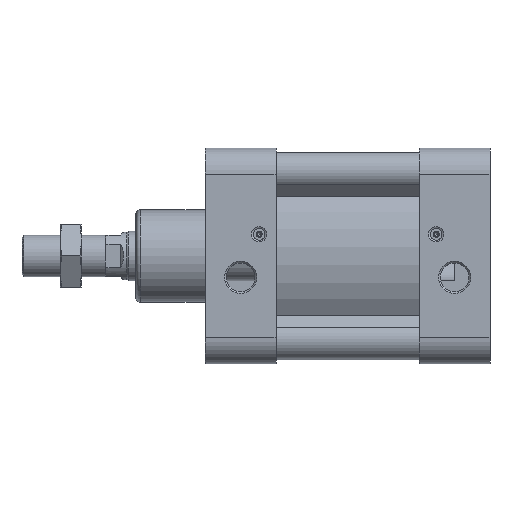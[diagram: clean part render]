
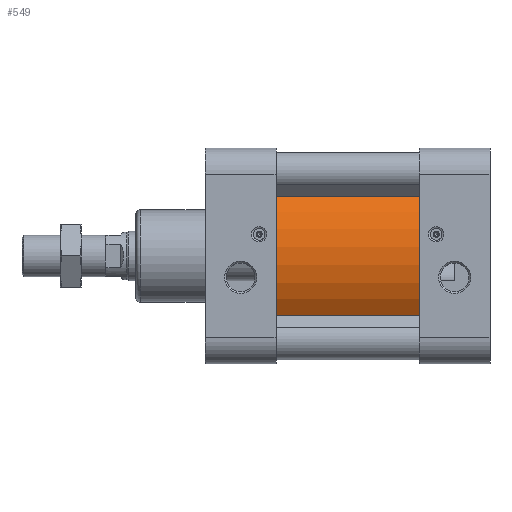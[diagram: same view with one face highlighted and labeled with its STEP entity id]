
A CAD part, top view. The second image highlights one B-rep face of the part: STEP entity #549.
In plain terms, the highlighted cylindrical face has radius 67.5 mm (diameter 135 mm), a partial arc.
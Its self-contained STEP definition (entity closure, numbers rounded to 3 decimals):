
#549 = ADVANCED_FACE( '', ( #1479 ), #1480, .T. );
#1479 = FACE_OUTER_BOUND( '', #2623, .T. );
#1480 = CYLINDRICAL_SURFACE( '', #2624, 67.5 );
#2623 = EDGE_LOOP( '', ( #5663, #5664, #5665, #5666 ) );
#2624 = AXIS2_PLACEMENT_3D( '', #5667, #5668, #5669 );
#5663 = ORIENTED_EDGE( '', *, *, #7906, .T. );
#5664 = ORIENTED_EDGE( '', *, *, #7905, .F. );
#5665 = ORIENTED_EDGE( '', *, *, #7424, .F. );
#5666 = ORIENTED_EDGE( '', *, *, #7907, .T. );
#5667 = CARTESIAN_POINT( '', ( 139., 0., 0. ) );
#5668 = DIRECTION( '', ( 1., 0., 0. ) );
#5669 = DIRECTION( '', ( 0., 0., 1. ) );
#7424 = EDGE_CURVE( '', #9185, #9186, #9187, .T. );
#7905 = EDGE_CURVE( '', #9186, #9952, #9954, .T. );
#7906 = EDGE_CURVE( '', #9955, #9952, #9956, .T. );
#7907 = EDGE_CURVE( '', #9185, #9955, #9957, .T. );
#9185 = VERTEX_POINT( '', #12137 );
#9186 = VERTEX_POINT( '', #12138 );
#9187 = CIRCLE( '', #12139, 67.5 );
#9952 = VERTEX_POINT( '', #13699 );
#9954 = LINE( '', #13702, #13703 );
#9955 = VERTEX_POINT( '', #13704 );
#9956 = CIRCLE( '', #13705, 67.5 );
#9957 = LINE( '', #13706, #13707 );
#12137 = CARTESIAN_POINT( '', ( 139., 55.455, -38.484 ) );
#12138 = CARTESIAN_POINT( '', ( 139., 55.455, 38.484 ) );
#12139 = AXIS2_PLACEMENT_3D( '', #15121, #15122, #15123 );
#13699 = CARTESIAN_POINT( '', ( 46., 55.455, 38.484 ) );
#13702 = CARTESIAN_POINT( '', ( 139., 55.455, 38.484 ) );
#13703 = VECTOR( '', #15780, 1000. );
#13704 = CARTESIAN_POINT( '', ( 46., 55.455, -38.484 ) );
#13705 = AXIS2_PLACEMENT_3D( '', #15781, #15782, #15783 );
#13706 = CARTESIAN_POINT( '', ( 139., 55.455, -38.484 ) );
#13707 = VECTOR( '', #15784, 1000. );
#15121 = CARTESIAN_POINT( '', ( 139., 0., 0. ) );
#15122 = DIRECTION( '', ( 1., 0., 0. ) );
#15123 = DIRECTION( '', ( 0., 0., -1. ) );
#15780 = DIRECTION( '', ( -1., 0., 0. ) );
#15781 = CARTESIAN_POINT( '', ( 46., 0., 0. ) );
#15782 = DIRECTION( '', ( 1., 0., 0. ) );
#15783 = DIRECTION( '', ( 0., 0., -1. ) );
#15784 = DIRECTION( '', ( -1., 0., 0. ) );
